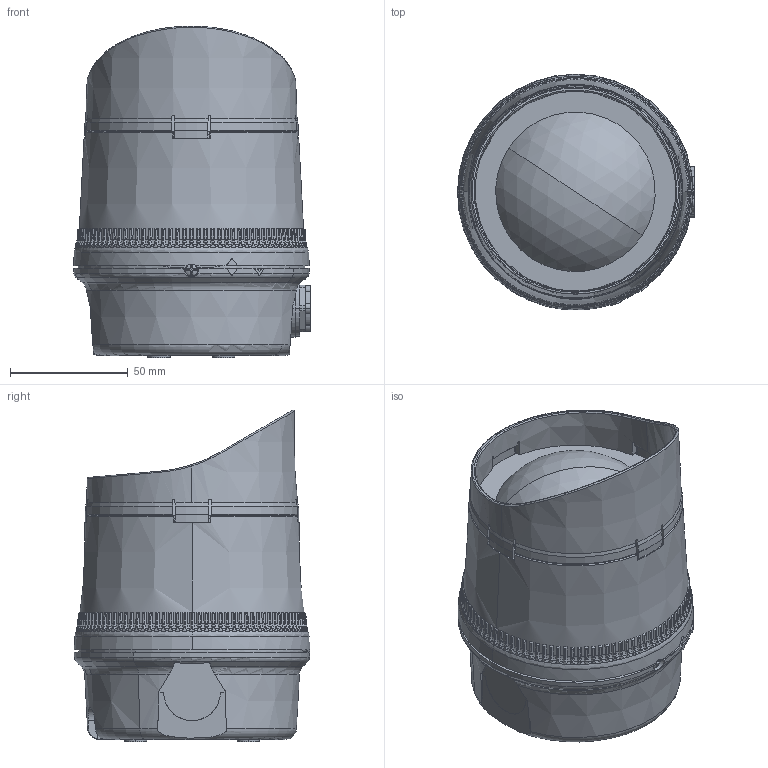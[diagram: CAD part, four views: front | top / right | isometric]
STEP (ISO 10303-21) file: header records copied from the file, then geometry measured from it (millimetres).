
FILE_DESCRIPTION (( 'STEP AP203' ), '1' );
FILE_NAME ('D116-00-001-3D_Issue defeature.STEP', '2022-01-25T13:12:56', ( '' ), ( '' ), 'SwSTEP 2.0', 'SolidWorks 2021', '' );
FILE_SCHEMA (( 'CONFIG_CONTROL_DESIGN' ));
Length unit declared in the file: millimetre
Products named in the file (1): D116-00-001-3D_Issue defeature
Bounding box: 100.5 x 99.97 x 140.72 mm (x, y, z)
Volume: 511934.4 mm3; surface area: 119642.9 mm2
Topology: 1 solids, 5 shells, 2513 faces, 6903 edges, 4392 vertices
Faces by surface type: cone 837, plane 733, cylinder 530, torus 337, bspline 74, sphere 2
Entity records: 88560 total; most frequent: CARTESIAN_POINT 30554, ORIENTED_EDGE 13794, DIRECTION 10391, EDGE_CURVE 6897, VERTEX_POINT 4392, AXIS2_PLACEMENT_3D 4387, B_SPLINE_CURVE_WITH_KNOTS 2813, EDGE_LOOP 2555
